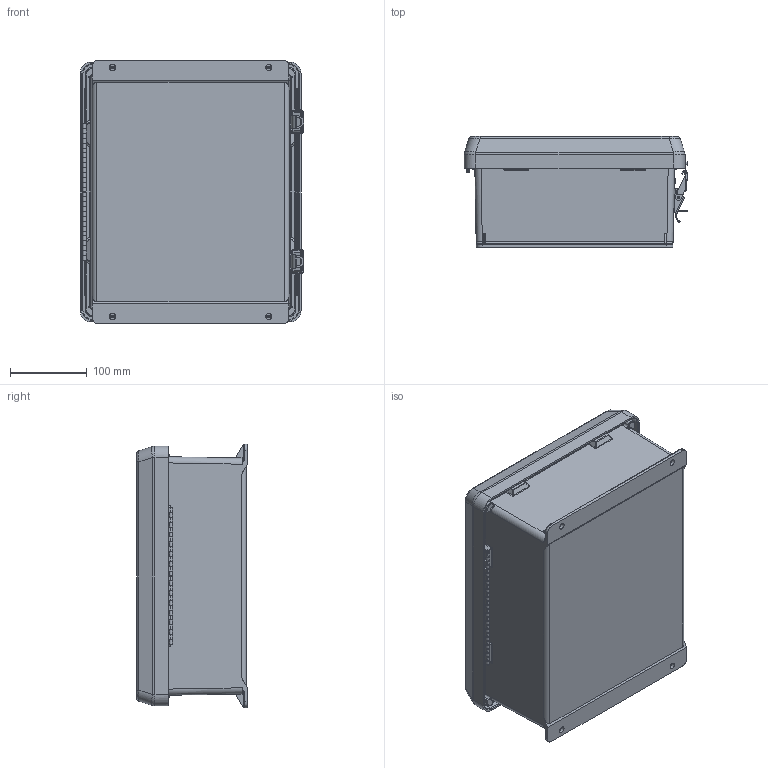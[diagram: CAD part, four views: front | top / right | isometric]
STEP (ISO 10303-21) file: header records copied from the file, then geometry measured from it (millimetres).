
FILE_DESCRIPTION (( 'STEP AP214' ), '1' );
FILE_NAME ('NBB121005-KIT.STEP', '2018-02-12T19:44:17', ( '' ), ( '' ), 'SwSTEP 2.0', 'SolidWorks 2017', '' );
FILE_SCHEMA (( 'AUTOMOTIVE_DESIGN' ));
Length unit declared in the file: inch
Products named in the file (9): 10-32 NEMA PLATE SCREW; XFW-0002; 1BE04-017; NBB121005-DoorClasp-2; NBB121005-DoorClasp-1; NBB121005-Lid; NBB121005-Hinge; NBB121005-Box; NBB121005-KIT
Assembly tree (17 placements, depth 2):
  NBB121005-KIT
    NBB121005-Box
    NBB121005-Hinge  x2
    NBB121005-Lid
    NBB121005-DoorClasp-1  x2
    NBB121005-DoorClasp-2  x2
    1BE04-017
    XFW-0002  x4
    10-32 NEMA PLATE SCREW  x4
Bounding box: 291.19 x 143.87 x 343 mm (x, y, z)
Volume: 1509788 mm3; surface area: 911859.2 mm2
Topology: 23 solids, 23 shells, 1730 faces, 4458 edges, 2782 vertices
Faces by surface type: cylinder 754, plane 586, bspline 160, cone 102, torus 96, sphere 32
Full cylindrical faces by diameter (mm): 3.15 x4, 3.175 x20, 3.302 x4, 4.064 x4, 5.3 x2, 6.35 x8, 6.428 x4, 6.5 x4, 8 x4, 9.296 x4, 9.525 x4, 10 x4, 11.024 x2
Entity records: 38537 total; most frequent: CARTESIAN_POINT 12029, ORIENTED_EDGE 5448, DIRECTION 5295, EDGE_CURVE 2724, AXIS2_PLACEMENT_3D 2008, VERTEX_POINT 1726, EDGE_LOOP 1384, LINE 1279
